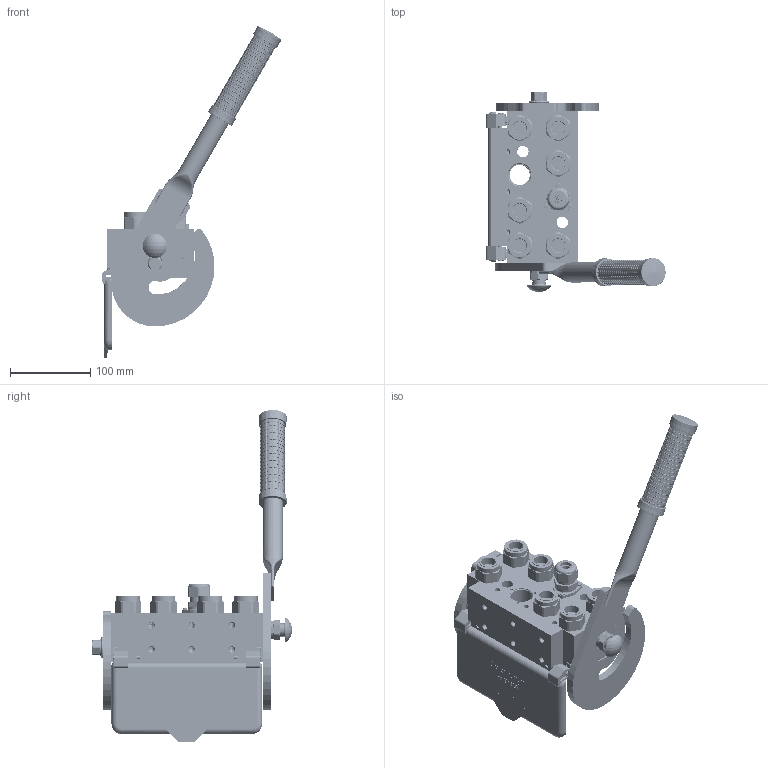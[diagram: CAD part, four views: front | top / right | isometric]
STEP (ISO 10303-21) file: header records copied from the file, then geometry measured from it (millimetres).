
FILE_DESCRIPTION (( 'STEP AP214' ), '1' );
FILE_NAME ('FASTER.step', '2025-11-27T09:58:56', ( '' ), ( '' ), 'SwSTEP 2.0', 'SolidWorks 2017', '' );
FILE_SCHEMA (( 'AUTOMOTIVE_DESIGN' ));
Length unit declared in the file: millimetre
Products named in the file (44): Copia di 4850_032_0000_000.prt^Copia di inspel08-7_f.asm_corspel08-7_f; 4241_072_0000_200; ET007-ET012; curs_molla_12; Copia di 4850_007_0003_000.prt^corspel08-7_f; Copia di 4850_007_0001_000.prt^corspel08-7_f; A_2ffnb12_gas_f; 4830_001_0005_300; 4830_025_2000_000; FASTER; 4850_024_0000_020; or1_5x7_m; 4830_070_0000_001; 4830_044_0000_000; P808_F_BASE; Copia di inspel08-7_f.prt^Copia di inspel08-7_f.asm_corspel08-7_f; 4830_025_1000_000; 4340_014_0000_000; 2ffnb12_gas_f; 4850_024_2000_000_ASM; 4830_022_0000_011; 4830_025_0000_001; 4830_001_0004_000; Copia di inspel08-7_f.asm^corspel08-7_f; 4850_007_0000_000; 4142_072_1000_300; conn_7p_f; 4850_001_0001_005; et007; or2_62x17_86; 4850_024_2000_020; 4830_001_0005_301; et012; 4850_020_0000_020; 0048_042_0412_000; 1540_080_0012_000; 4850_024_2000_000; corspel08-7_f; 4850_024_0000_021; Copia di 4830_042_0000_000.prt^corspel08-7_f ...
Assembly tree (58 placements, depth 5):
  FASTER
    P808_F_BASE
      4850_020_0000_020
      4850_001_0001_005
      4830_001_0004_000  x2
      4830_001_0005_300
      4830_001_0005_301
    A_2ffnb12_gas_f  x6
      curs_molla_12
        4340_014_0000_000
        4142_072_1000_300
      2ffnb12_gas_f
        2ffnb12_gas_f
    conn_7p_f
      corspel08-7_f
        Copia di 4850_007_0001_000.prt^corspel08-7_f
        Copia di inspel08-7_f.asm^corspel08-7_f
          Copia di inspel08-7_f.prt^Copia di inspel08-7_f.asm_corspel08-7_f
          Copia di 4850_032_0000_000.prt^Copia di inspel08-7_f.asm_corspel08-7_f  x7
        Copia di 4850_007_0003_000.prt^corspel08-7_f
        Copia di 4830_042_0000_000.prt^corspel08-7_f
      4830_044_0000_000  x3
      4850_007_0000_000
      4241_072_0000_200
    4850_024_2000_000
      4850_024_2000_000_ASM
        4850_024_2000_020
        4850_024_2000_011
        4850_024_0000_021
      sicura_p5
        4830_025_0000_001
        or1_5x7_m
        0048_042_0412_000
      4850_024_0000_012
      4850_024_0000_020
      1540_080_0012_000
      4830_025_2000_000
      4830_025_1000_000
      4830_022_0000_011
      4830_070_0000_001
      or2_62x17_86  x2
    ET007-ET012
      et012
      et007
Bounding box: 222.69 x 248.93 x 412.47 mm (x, y, z)
Volume: 304640.7 mm3; surface area: 487132.4 mm2
Topology: 42 solids, 117 shells, 7544 faces, 20102 edges, 12984 vertices
Faces by surface type: plane 3667, cylinder 2127, torus 702, cone 611, bspline 370, sphere 67
Entity records: 246634 total; most frequent: CARTESIAN_POINT 99240, ORIENTED_EDGE 31099, DIRECTION 26428, EDGE_CURVE 15670, VECTOR 10174, LINE 10174, VERTEX_POINT 10158, AXIS2_PLACEMENT_3D 8127
